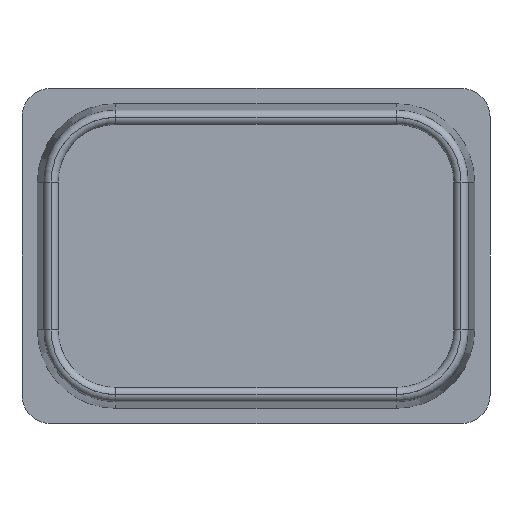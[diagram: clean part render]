
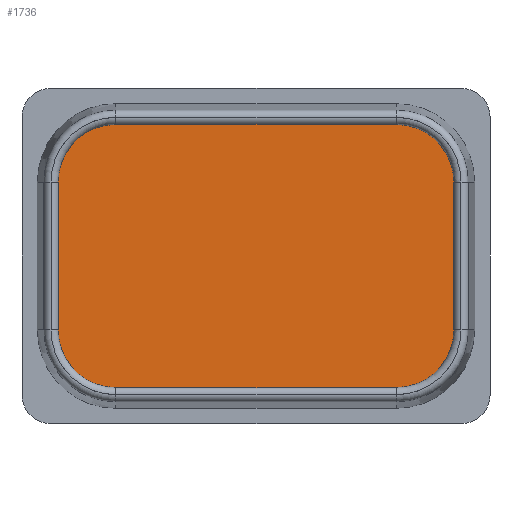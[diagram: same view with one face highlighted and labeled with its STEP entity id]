
A CAD part, front view. The second image highlights one B-rep face of the part: STEP entity #1736.
In plain terms, the highlighted planar face has unit normal (0, -1, 0).
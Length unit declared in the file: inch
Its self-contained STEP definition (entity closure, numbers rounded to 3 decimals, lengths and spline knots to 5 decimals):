
#42=PLANE('',#1992);
#181=FACE_OUTER_BOUND('',#296,.T.);
#296=EDGE_LOOP('',(#1490,#1491,#1492,#1493,#1494,#1495,#1496,#1497));
#395=LINE('',#3047,#503);
#397=LINE('',#3067,#505);
#400=LINE('',#3074,#508);
#401=LINE('',#3088,#509);
#503=VECTOR('',#2492,0.3937);
#505=VECTOR('',#2516,0.3937);
#508=VECTOR('',#2523,0.3937);
#509=VECTOR('',#2542,0.3937);
#651=CIRCLE('',#1968,2.01687);
#655=CIRCLE('',#1973,2.01687);
#659=CIRCLE('',#1980,2.01687);
#663=CIRCLE('',#1985,2.01687);
#796=VERTEX_POINT('',#3044);
#797=VERTEX_POINT('',#3046);
#800=VERTEX_POINT('',#3053);
#801=VERTEX_POINT('',#3058);
#804=VERTEX_POINT('',#3065);
#805=VERTEX_POINT('',#3070);
#808=VERTEX_POINT('',#3077);
#809=VERTEX_POINT('',#3082);
#1022=EDGE_CURVE('',#796,#797,#395,.T.);
#1026=EDGE_CURVE('',#800,#796,#651,.T.);
#1030=EDGE_CURVE('',#797,#801,#655,.T.);
#1032=EDGE_CURVE('',#804,#800,#397,.T.);
#1036=EDGE_CURVE('',#801,#805,#400,.T.);
#1038=EDGE_CURVE('',#808,#804,#659,.T.);
#1042=EDGE_CURVE('',#805,#809,#663,.T.);
#1043=EDGE_CURVE('',#809,#808,#401,.T.);
#1490=ORIENTED_EDGE('',*,*,#1030,.F.);
#1491=ORIENTED_EDGE('',*,*,#1022,.F.);
#1492=ORIENTED_EDGE('',*,*,#1026,.F.);
#1493=ORIENTED_EDGE('',*,*,#1032,.F.);
#1494=ORIENTED_EDGE('',*,*,#1038,.F.);
#1495=ORIENTED_EDGE('',*,*,#1043,.F.);
#1496=ORIENTED_EDGE('',*,*,#1042,.F.);
#1497=ORIENTED_EDGE('',*,*,#1036,.F.);
#1736=ADVANCED_FACE('',(#181),#42,.T.);
#1968=AXIS2_PLACEMENT_3D('',#3055,#2500,#2501);
#1973=AXIS2_PLACEMENT_3D('',#3062,#2510,#2511);
#1980=AXIS2_PLACEMENT_3D('',#3079,#2528,#2529);
#1985=AXIS2_PLACEMENT_3D('',#3086,#2538,#2539);
#1992=AXIS2_PLACEMENT_3D('',#3107,#2558,#2559);
#2492=DIRECTION('',(-1.,0.,0.));
#2500=DIRECTION('center_axis',(0.,1.,0.));
#2501=DIRECTION('ref_axis',(0.,0.,-1.));
#2510=DIRECTION('center_axis',(0.,1.,0.));
#2511=DIRECTION('ref_axis',(-1.,0.,0.));
#2516=DIRECTION('',(0.,0.,-1.));
#2523=DIRECTION('',(0.,0.,1.));
#2528=DIRECTION('center_axis',(0.,1.,0.));
#2529=DIRECTION('ref_axis',(1.,0.,0.));
#2538=DIRECTION('center_axis',(0.,1.,0.));
#2539=DIRECTION('ref_axis',(0.,0.,1.));
#2542=DIRECTION('',(1.,0.,0.));
#2558=DIRECTION('center_axis',(0.,-1.,0.));
#2559=DIRECTION('ref_axis',(1.,0.,0.));
#3044=CARTESIAN_POINT('',(13.12188,-3.715,-4.61062));
#3046=CARTESIAN_POINT('',(3.28438,-3.715,-4.61062));
#3047=CARTESIAN_POINT('',(3.28438,-3.715,-4.61062));
#3053=CARTESIAN_POINT('',(15.13875,-3.715,-2.59375));
#3055=CARTESIAN_POINT('Origin',(13.12188,-3.715,-2.59375));
#3058=CARTESIAN_POINT('',(1.2675,-3.715,-2.59375));
#3062=CARTESIAN_POINT('Origin',(3.28438,-3.715,-2.59375));
#3065=CARTESIAN_POINT('',(15.13875,-3.715,2.59375));
#3067=CARTESIAN_POINT('',(15.13875,-3.715,-2.59375));
#3070=CARTESIAN_POINT('',(1.2675,-3.715,2.59375));
#3074=CARTESIAN_POINT('',(1.2675,-3.715,2.59375));
#3077=CARTESIAN_POINT('',(13.12188,-3.715,4.61062));
#3079=CARTESIAN_POINT('Origin',(13.12188,-3.715,2.59375));
#3082=CARTESIAN_POINT('',(3.28438,-3.715,4.61062));
#3086=CARTESIAN_POINT('Origin',(3.28438,-3.715,2.59375));
#3088=CARTESIAN_POINT('',(13.12188,-3.715,4.61062));
#3107=CARTESIAN_POINT('Origin',(8.20313,-3.715,0.));
